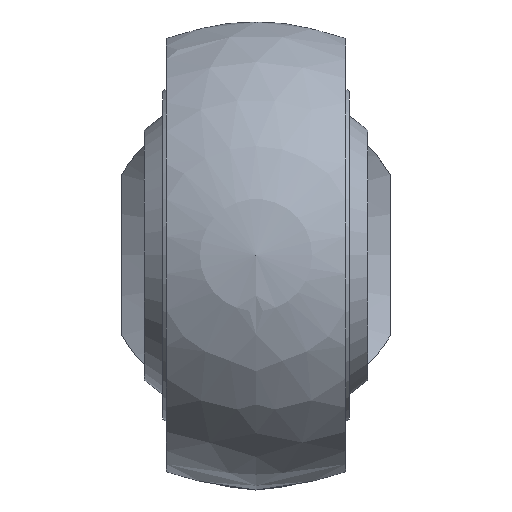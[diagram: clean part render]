
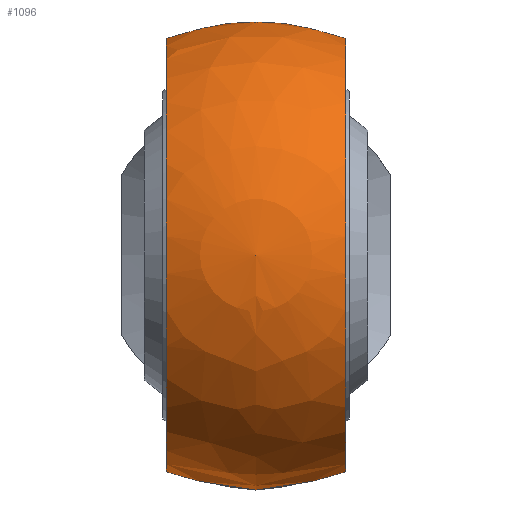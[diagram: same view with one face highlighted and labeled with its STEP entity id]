
A CAD part, left-side view. The second image highlights one B-rep face of the part: STEP entity #1096.
In plain terms, the highlighted spherical face has radius 16.662 mm.
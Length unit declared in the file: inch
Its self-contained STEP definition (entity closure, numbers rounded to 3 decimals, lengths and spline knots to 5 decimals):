
#26=SPHERICAL_SURFACE('',#1172,0.656);
#115=FACE_OUTER_BOUND('',#180,.T.);
#180=EDGE_LOOP('',(#949,#950,#951,#952,#953,#954,#955));
#291=CIRCLE('',#1168,0.4375);
#292=CIRCLE('',#1169,0.4375);
#293=CIRCLE('',#1171,0.4375);
#294=CIRCLE('',#1173,0.60649);
#295=CIRCLE('',#1174,0.60649);
#296=CIRCLE('',#1175,0.656);
#501=VERTEX_POINT('',#9491);
#502=VERTEX_POINT('',#9500);
#503=VERTEX_POINT('',#9511);
#504=VERTEX_POINT('',#9512);
#506=VERTEX_POINT('',#9526);
#508=VERTEX_POINT('',#9541);
#653=EDGE_CURVE('',#503,#504,#291,.T.);
#654=EDGE_CURVE('',#504,#501,#292,.T.);
#657=EDGE_CURVE('',#502,#506,#293,.T.);
#660=EDGE_CURVE('',#503,#506,#294,.T.);
#661=EDGE_CURVE('',#501,#502,#295,.T.);
#662=EDGE_CURVE('',#504,#508,#296,.T.);
#949=ORIENTED_EDGE('',*,*,#653,.F.);
#950=ORIENTED_EDGE('',*,*,#660,.T.);
#951=ORIENTED_EDGE('',*,*,#657,.F.);
#952=ORIENTED_EDGE('',*,*,#661,.F.);
#953=ORIENTED_EDGE('',*,*,#654,.F.);
#954=ORIENTED_EDGE('',*,*,#662,.T.);
#955=ORIENTED_EDGE('',*,*,#662,.F.);
#1096=ADVANCED_FACE('',(#115),#26,.T.);
#1168=AXIS2_PLACEMENT_3D('',#9513,#1338,#1339);
#1169=AXIS2_PLACEMENT_3D('',#9514,#1340,#1341);
#1171=AXIS2_PLACEMENT_3D('',#9527,#1345,#1346);
#1172=AXIS2_PLACEMENT_3D('',#9538,#1348,#1349);
#1173=AXIS2_PLACEMENT_3D('',#9539,#1350,#1351);
#1174=AXIS2_PLACEMENT_3D('',#9540,#1352,#1353);
#1175=AXIS2_PLACEMENT_3D('',#9542,#1354,#1355);
#1338=DIRECTION('center_axis',(1.,0.,0.));
#1339=DIRECTION('ref_axis',(0.,0.,-1.));
#1340=DIRECTION('center_axis',(1.,0.,0.));
#1341=DIRECTION('ref_axis',(0.,0.,-1.));
#1345=DIRECTION('center_axis',(1.,0.,0.));
#1346=DIRECTION('ref_axis',(0.,0.,1.));
#1348=DIRECTION('center_axis',(1.,0.,0.));
#1349=DIRECTION('ref_axis',(0.,0.,1.));
#1350=DIRECTION('center_axis',(0.,1.,0.));
#1351=DIRECTION('ref_axis',(0.806,0.,-0.592));
#1352=DIRECTION('center_axis',(0.,1.,0.));
#1353=DIRECTION('ref_axis',(0.806,0.,-0.592));
#1354=DIRECTION('center_axis',(0.,1.,0.));
#1355=DIRECTION('ref_axis',(0.,0.,-1.));
#9491=CARTESIAN_POINT('',(0.4888,0.25,-0.35904));
#9500=CARTESIAN_POINT('',(0.4888,0.25,0.35904));
#9511=CARTESIAN_POINT('',(0.4888,-0.25,-0.35904));
#9512=CARTESIAN_POINT('',(0.4888,0.,-0.4375));
#9513=CARTESIAN_POINT('Origin',(0.4888,0.,0.));
#9514=CARTESIAN_POINT('Origin',(0.4888,0.,0.));
#9526=CARTESIAN_POINT('',(0.4888,-0.25,0.35904));
#9527=CARTESIAN_POINT('Origin',(0.4888,0.,0.));
#9538=CARTESIAN_POINT('Origin',(0.,0.,0.));
#9539=CARTESIAN_POINT('Origin',(0.,-0.25,0.));
#9540=CARTESIAN_POINT('Origin',(0.,0.25,0.));
#9541=CARTESIAN_POINT('',(-0.656,0.,0.));
#9542=CARTESIAN_POINT('Origin',(0.,0.,0.));
